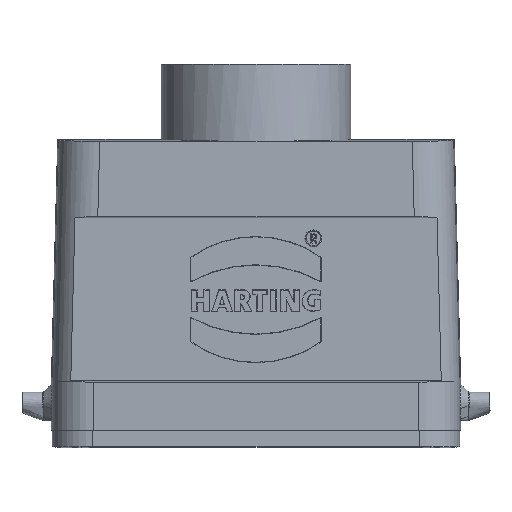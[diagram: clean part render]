
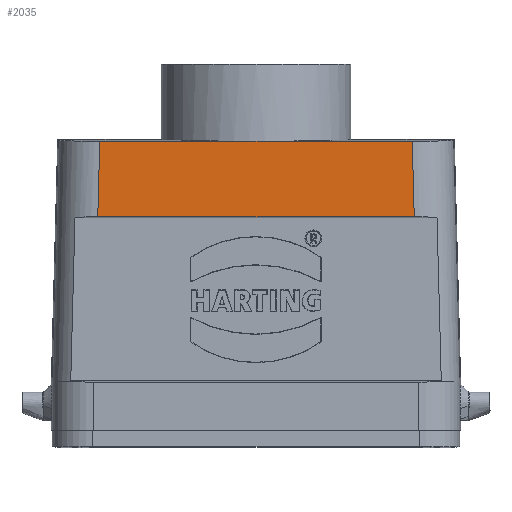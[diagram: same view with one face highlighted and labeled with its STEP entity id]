
A CAD part, front view. The second image highlights one B-rep face of the part: STEP entity #2035.
In plain terms, the highlighted planar face has unit normal (0, -1, 0).
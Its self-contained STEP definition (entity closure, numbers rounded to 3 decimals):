
#187=CARTESIAN_POINT('',(23.937,-14.75,32.593));
#188=VERTEX_POINT('',#187);
#189=CARTESIAN_POINT('',(-23.937,-14.75,32.593));
#190=VERTEX_POINT('',#189);
#191=CARTESIAN_POINT('',(23.937,-14.75,32.593));
#192=DIRECTION('',(-1.0,0.0,0.0));
#193=VECTOR('',#192,47.874);
#194=LINE('',#191,#193);
#195=EDGE_CURVE('',#188,#190,#194,.T.);
#2005=CARTESIAN_POINT('',(0.0,-14.75,0.0));
#2006=DIRECTION('',(0.0,-1.0,0.0));
#2007=DIRECTION('',(0.0,0.0,-1.0));
#2008=AXIS2_PLACEMENT_3D('',#2005,#2006,#2007);
#2009=PLANE('',#2008);
#2010=CARTESIAN_POINT('',(24.24,-14.75,21.035));
#2011=VERTEX_POINT('',#2010);
#2012=CARTESIAN_POINT('',(-24.24,-14.75,21.035));
#2013=VERTEX_POINT('',#2012);
#2014=CARTESIAN_POINT('',(24.24,-14.75,21.035));
#2015=DIRECTION('',(-1.0,0.0,0.0));
#2016=VECTOR('',#2015,48.48);
#2017=LINE('',#2014,#2016);
#2018=EDGE_CURVE('',#2011,#2013,#2017,.T.);
#2019=ORIENTED_EDGE('',*,*,#2018,.F.);
#2020=CARTESIAN_POINT('',(24.24,-14.75,21.035));
#2021=DIRECTION('',(-0.026,0.0,1.));
#2022=VECTOR('',#2021,11.561);
#2023=LINE('',#2020,#2022);
#2024=EDGE_CURVE('',#2011,#188,#2023,.T.);
#2025=ORIENTED_EDGE('',*,*,#2024,.T.);
#2026=ORIENTED_EDGE('',*,*,#195,.T.);
#2027=CARTESIAN_POINT('',(-23.937,-14.75,32.593));
#2028=DIRECTION('',(-0.026,0.0,-1.));
#2029=VECTOR('',#2028,11.561);
#2030=LINE('',#2027,#2029);
#2031=EDGE_CURVE('',#190,#2013,#2030,.T.);
#2032=ORIENTED_EDGE('',*,*,#2031,.T.);
#2033=EDGE_LOOP('',(#2019,#2025,#2026,#2032));
#2034=FACE_OUTER_BOUND('',#2033,.T.);
#2035=ADVANCED_FACE('',(#2034),#2009,.T.);
